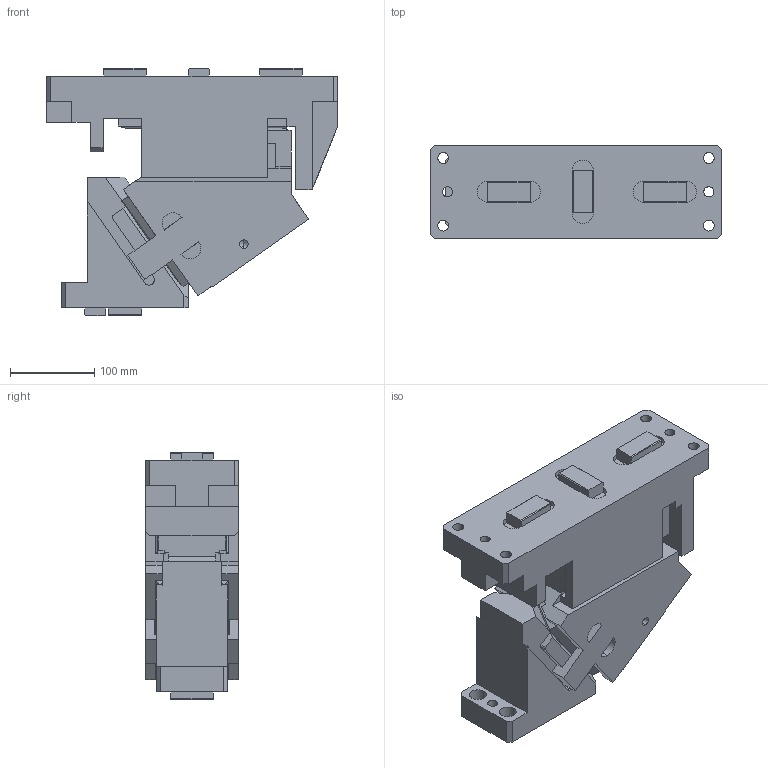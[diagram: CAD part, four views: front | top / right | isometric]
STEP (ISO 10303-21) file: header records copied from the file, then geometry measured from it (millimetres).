
FILE_DESCRIPTION(('CATIA V5 STEP Exchange'),'2;1');
FILE_NAME('CACV_110_55.stp','2015-04-24T14:10:59+00:00',('none'),('none'),'CATIA Version 5 Release 19 SP 2 (IN-10)','CATIA V5 STEP AP203','none');
FILE_SCHEMA(('CONFIG_CONTROL_DESIGN'));
Length unit declared in the file: millimetre
Products named in the file (1): CACV_110_55
Bounding box: 345 x 110 x 293 mm (x, y, z)
Volume: 6397436.8 mm3; surface area: 488496.6 mm2
Topology: 3 solids, 7 shells, 383 faces, 1032 edges, 671 vertices
Faces by surface type: plane 247, cylinder 122, cone 14
Entity records: 12498 total; most frequent: CARTESIAN_POINT 3189, ORIENTED_EDGE 2036, DIRECTION 1632, EDGE_CURVE 1018, VECTOR 778, LINE 778, VERTEX_POINT 671, AXIS2_PLACEMENT_3D 507
